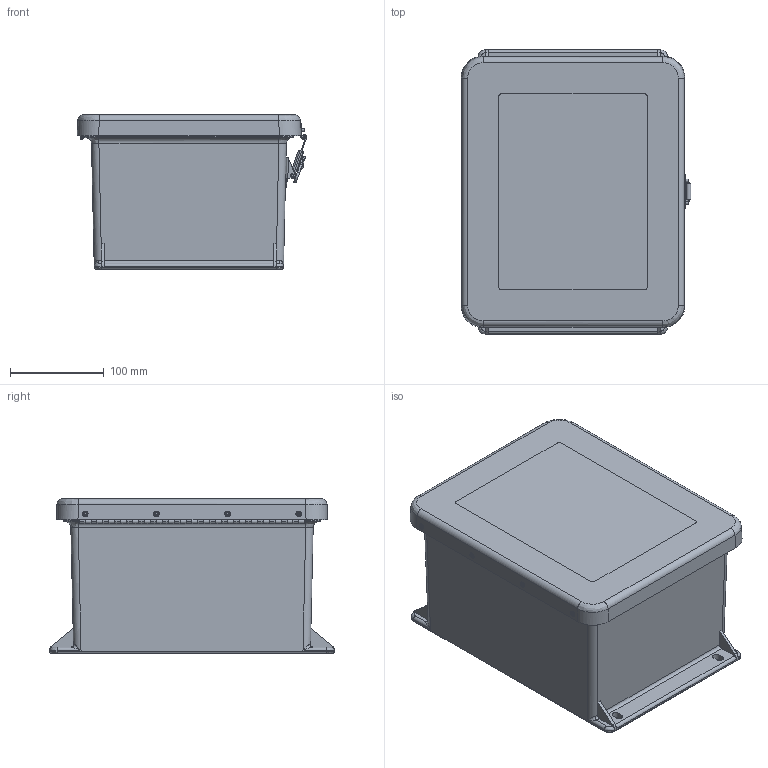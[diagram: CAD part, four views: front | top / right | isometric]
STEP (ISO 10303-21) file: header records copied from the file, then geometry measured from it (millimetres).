
FILE_DESCRIPTION (( 'STEP AP214' ), '1' );
FILE_NAME ('MW100806HLL.STEP', '2018-11-07T11:29:35', ( '' ), ( '' ), 'SwSTEP 2.0', 'SolidWorks 2018', '' );
FILE_SCHEMA (( 'AUTOMOTIVE_DESIGN' ));
Length unit declared in the file: inch
Products named in the file (1): MW100806HLL
Bounding box: 245.78 x 303.94 x 165.1 mm (x, y, z)
Volume: 1380244.9 mm3; surface area: 683130.3 mm2
Topology: 41 solids, 41 shells, 1216 faces, 3006 edges, 1910 vertices
Faces by surface type: plane 482, cylinder 473, bspline 172, cone 73, torus 16
Full cylindrical faces by diameter (mm): 1.702 x1, 2.159 x39, 2.21 x1, 2.489 x2, 2.64 x12, 2.794 x1, 3.175 x13, 3.3 x2, 3.327 x8, 3.378 x2, 3.429 x1, 3.556 x13, 3.861 x12, 4.039 x12, 4.572 x1, 4.75 x2, 4.8 x1, 4.851 x2, 5.41 x1, 6.35 x1, 6.858 x12, 7.264 x1, 7.95 x2, 9.525 x4, 13.335 x1, 13.589 x1, 15.494 x1, 16.764 x1
Entity records: 61191 total; most frequent: CARTESIAN_POINT 17601, ORIENTED_EDGE 5602, DIRECTION 5228, EDGE_CURVE 2801, AXIS2_PLACEMENT_3D 1896, VERTEX_POINT 1885, EDGE_LOOP 1630, VECTOR 1436
